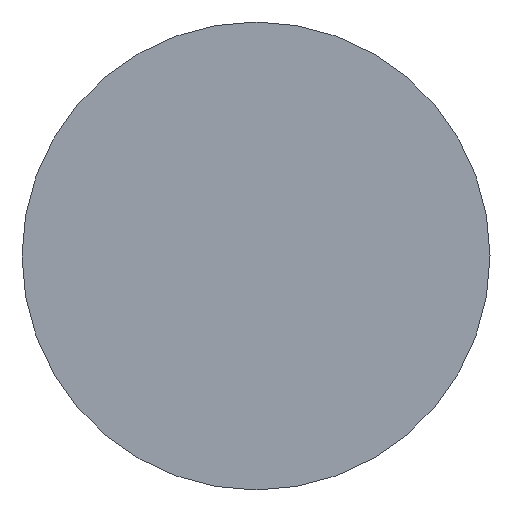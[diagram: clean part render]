
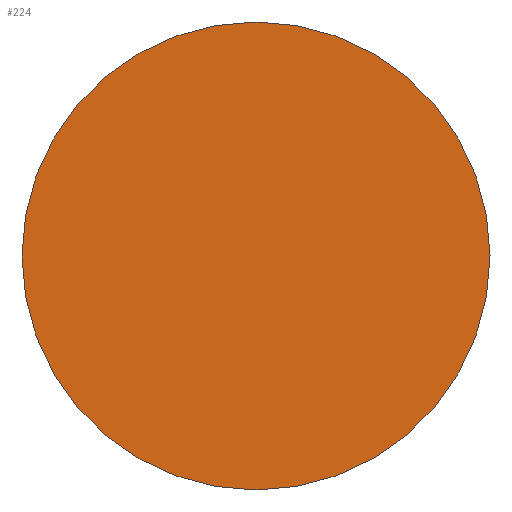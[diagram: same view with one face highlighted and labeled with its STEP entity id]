
A CAD part, front view. The second image highlights one B-rep face of the part: STEP entity #224.
In plain terms, the highlighted planar face has unit normal (0, -1, 0).
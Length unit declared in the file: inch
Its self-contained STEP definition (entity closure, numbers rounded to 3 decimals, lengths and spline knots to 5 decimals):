
#12 = AXIS2_PLACEMENT_3D ( 'NONE', #380, #98, #65 ) ;
#18 = CARTESIAN_POINT ( 'NONE',  ( 0., 0., 0.0625 ) ) ;
#36 = EDGE_CURVE ( 'NONE', #161, #241, #252, .T. ) ;
#48 = AXIS2_PLACEMENT_3D ( 'NONE', #151, #323, #115 ) ;
#65 = DIRECTION ( 'NONE',  ( 0., 0., -1. ) ) ;
#85 = CARTESIAN_POINT ( 'NONE',  ( 0., 0., -0.0625 ) ) ;
#98 = DIRECTION ( 'NONE',  ( 0., -1., 0. ) ) ;
#115 = DIRECTION ( 'NONE',  ( 0., 0., -1. ) ) ;
#131 = EDGE_LOOP ( 'NONE', ( #322, #450 ) ) ;
#151 = CARTESIAN_POINT ( 'NONE',  ( 0., 0., 0. ) ) ;
#161 = VERTEX_POINT ( 'NONE', #85 ) ;
#195 = CARTESIAN_POINT ( 'NONE',  ( 0., 0., 0. ) ) ;
#216 = PLANE ( 'NONE',  #253 ) ;
#224 = ADVANCED_FACE ( 'NONE', ( #356 ), #216, .T. ) ;
#241 = VERTEX_POINT ( 'NONE', #18 ) ;
#252 = CIRCLE ( 'NONE', #48, 0.0625 ) ;
#253 = AXIS2_PLACEMENT_3D ( 'NONE', #195, #371, #403 ) ;
#322 = ORIENTED_EDGE ( 'NONE', *, *, #36, .T. ) ;
#323 = DIRECTION ( 'NONE',  ( 0., -1., 0. ) ) ;
#335 = CIRCLE ( 'NONE', #12, 0.0625 ) ;
#356 = FACE_OUTER_BOUND ( 'NONE', #131, .T. ) ;
#371 = DIRECTION ( 'NONE',  ( 0., -1., 0. ) ) ;
#380 = CARTESIAN_POINT ( 'NONE',  ( 0., 0., 0. ) ) ;
#396 = EDGE_CURVE ( 'NONE', #241, #161, #335, .T. ) ;
#403 = DIRECTION ( 'NONE',  ( 0., 0., -1. ) ) ;
#450 = ORIENTED_EDGE ( 'NONE', *, *, #396, .T. ) ;
